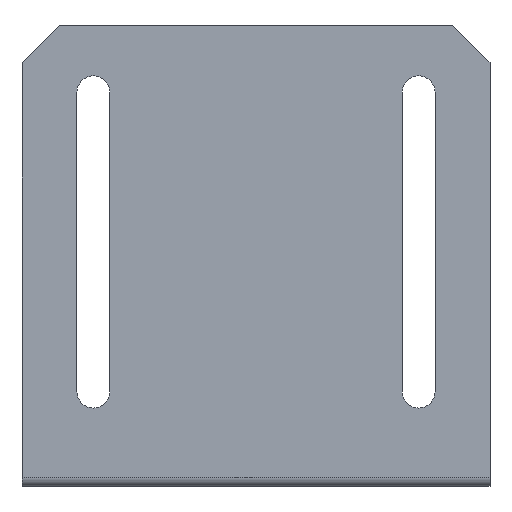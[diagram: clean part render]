
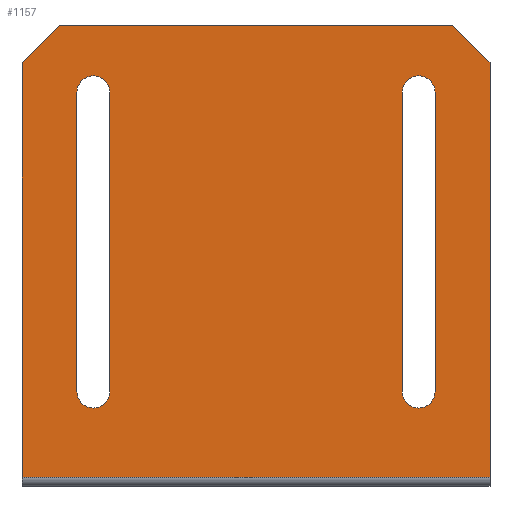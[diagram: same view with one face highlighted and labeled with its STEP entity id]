
A CAD part, front view. The second image highlights one B-rep face of the part: STEP entity #1157.
In plain terms, the highlighted planar face has unit normal (0, -1, 0).
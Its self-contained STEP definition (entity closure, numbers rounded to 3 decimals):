
#2 = ORIENTED_EDGE ( 'NONE', *, *, #134, .T. ) ;
#9 = VERTEX_POINT ( 'NONE', #655 ) ;
#17 = FACE_OUTER_BOUND ( 'NONE', #787, .T. ) ;
#31 = VECTOR ( 'NONE', #315, 1000. ) ;
#37 = CIRCLE ( 'NONE', #178, 3.5 ) ;
#41 = EDGE_CURVE ( 'NONE', #338, #1052, #180, .T. ) ;
#45 = CARTESIAN_POINT ( 'NONE',  ( 50., -6.042, 90.5 ) ) ;
#54 = CARTESIAN_POINT ( 'NONE',  ( -31.25, -6.042, 20.25 ) ) ;
#63 = DIRECTION ( 'NONE',  ( 0., 0., -1. ) ) ;
#77 = LINE ( 'NONE', #518, #31 ) ;
#82 = EDGE_CURVE ( 'NONE', #121, #849, #1354, .T. ) ;
#91 = CARTESIAN_POINT ( 'NONE',  ( -31.25, -6.042, 84.25 ) ) ;
#98 = LINE ( 'NONE', #223, #595 ) ;
#107 = VERTEX_POINT ( 'NONE', #1383 ) ;
#121 = VERTEX_POINT ( 'NONE', #126 ) ;
#126 = CARTESIAN_POINT ( 'NONE',  ( -31.25, -6.042, 84.25 ) ) ;
#134 = EDGE_CURVE ( 'NONE', #795, #1372, #1001, .T. ) ;
#143 = EDGE_CURVE ( 'NONE', #1493, #1409, #320, .T. ) ;
#152 = DIRECTION ( 'NONE',  ( 0., 0., 1. ) ) ;
#169 = EDGE_CURVE ( 'NONE', #338, #107, #98, .T. ) ;
#178 = AXIS2_PLACEMENT_3D ( 'NONE', #1218, #643, #63 ) ;
#180 = LINE ( 'NONE', #986, #1242 ) ;
#190 = CARTESIAN_POINT ( 'NONE',  ( -34.75, -6.042, 20.25 ) ) ;
#194 = DIRECTION ( 'NONE',  ( 0., 1., 0. ) ) ;
#217 = CIRCLE ( 'NONE', #607, 3.5 ) ;
#223 = CARTESIAN_POINT ( 'NONE',  ( 42., -6.042, 98.5 ) ) ;
#230 = VERTEX_POINT ( 'NONE', #609 ) ;
#232 = DIRECTION ( 'NONE',  ( 0., 0., -1. ) ) ;
#243 = DIRECTION ( 'NONE',  ( 0., 0., -1. ) ) ;
#244 = VECTOR ( 'NONE', #152, 1000. ) ;
#251 = CARTESIAN_POINT ( 'NONE',  ( -50., -6.042, 98.5 ) ) ;
#315 = DIRECTION ( 'NONE',  ( 0., 0., 1. ) ) ;
#320 = CIRCLE ( 'NONE', #1418, 3.5 ) ;
#322 = DIRECTION ( 'NONE',  ( 0., 0., 1. ) ) ;
#324 = VERTEX_POINT ( 'NONE', #815 ) ;
#335 = DIRECTION ( 'NONE',  ( 0., 1., 0. ) ) ;
#338 = VERTEX_POINT ( 'NONE', #45 ) ;
#343 = LINE ( 'NONE', #478, #640 ) ;
#361 = CIRCLE ( 'NONE', #1006, 3.5 ) ;
#372 = CARTESIAN_POINT ( 'NONE',  ( 31.25, -6.042, 84.25 ) ) ;
#387 = CARTESIAN_POINT ( 'NONE',  ( 34.75, -6.042, 84.25 ) ) ;
#398 = DIRECTION ( 'NONE',  ( 0., 0., 1. ) ) ;
#410 = DIRECTION ( 'NONE',  ( 0., 0., -1. ) ) ;
#421 = ORIENTED_EDGE ( 'NONE', *, *, #1385, .T. ) ;
#438 = EDGE_LOOP ( 'NONE', ( #421, #802, #840, #458, #881 ) ) ;
#448 = VECTOR ( 'NONE', #1177, 1000. ) ;
#458 = ORIENTED_EDGE ( 'NONE', *, *, #82, .T. ) ;
#478 = CARTESIAN_POINT ( 'NONE',  ( 50., -6.042, 2. ) ) ;
#490 = LINE ( 'NONE', #1189, #244 ) ;
#496 = CARTESIAN_POINT ( 'NONE',  ( 38.25, -6.042, 84.25 ) ) ;
#500 = LINE ( 'NONE', #1199, #1081 ) ;
#518 = CARTESIAN_POINT ( 'NONE',  ( -38.25, -6.042, 84.25 ) ) ;
#524 = VERTEX_POINT ( 'NONE', #1022 ) ;
#560 = EDGE_CURVE ( 'NONE', #1409, #121, #1355, .T. ) ;
#569 = DIRECTION ( 'NONE',  ( 0., 1., 0. ) ) ;
#584 = ORIENTED_EDGE ( 'NONE', *, *, #886, .T. ) ;
#595 = VECTOR ( 'NONE', #1017, 1000. ) ;
#607 = AXIS2_PLACEMENT_3D ( 'NONE', #1446, #641, #410 ) ;
#609 = CARTESIAN_POINT ( 'NONE',  ( 34.75, -6.042, 87.75 ) ) ;
#623 = DIRECTION ( 'NONE',  ( -0.707, 0., -0.707 ) ) ;
#632 = AXIS2_PLACEMENT_3D ( 'NONE', #1485, #335, #322 ) ;
#640 = VECTOR ( 'NONE', #935, 1000. ) ;
#641 = DIRECTION ( 'NONE',  ( 0., 1., 0. ) ) ;
#643 = DIRECTION ( 'NONE',  ( 0., 1., 0. ) ) ;
#655 = CARTESIAN_POINT ( 'NONE',  ( -42., -6.042, 98.5 ) ) ;
#662 = DIRECTION ( 'NONE',  ( 0., 0., -1. ) ) ;
#663 = EDGE_CURVE ( 'NONE', #1380, #524, #958, .T. ) ;
#669 = CARTESIAN_POINT ( 'NONE',  ( -34.75, -6.042, 84.25 ) ) ;
#701 = AXIS2_PLACEMENT_3D ( 'NONE', #1228, #194, #1368 ) ;
#718 = EDGE_LOOP ( 'NONE', ( #910, #1031, #898, #1232, #937 ) ) ;
#740 = ORIENTED_EDGE ( 'NONE', *, *, #41, .F. ) ;
#749 = EDGE_CURVE ( 'NONE', #9, #107, #1289, .T. ) ;
#765 = CARTESIAN_POINT ( 'NONE',  ( 38.25, -6.042, 84.25 ) ) ;
#787 = EDGE_LOOP ( 'NONE', ( #2, #1458, #740, #1169, #1044, #584 ) ) ;
#795 = VERTEX_POINT ( 'NONE', #1211 ) ;
#802 = ORIENTED_EDGE ( 'NONE', *, *, #143, .T. ) ;
#815 = CARTESIAN_POINT ( 'NONE',  ( -38.25, -6.042, 20.25 ) ) ;
#840 = ORIENTED_EDGE ( 'NONE', *, *, #560, .T. ) ;
#849 = VERTEX_POINT ( 'NONE', #54 ) ;
#877 = EDGE_CURVE ( 'NONE', #524, #959, #37, .T. ) ;
#881 = ORIENTED_EDGE ( 'NONE', *, *, #1396, .T. ) ;
#885 = CARTESIAN_POINT ( 'NONE',  ( -38.25, -6.042, 84.25 ) ) ;
#886 = EDGE_CURVE ( 'NONE', #9, #795, #500, .T. ) ;
#898 = ORIENTED_EDGE ( 'NONE', *, *, #961, .T. ) ;
#910 = ORIENTED_EDGE ( 'NONE', *, *, #1314, .T. ) ;
#928 = PLANE ( 'NONE',  #632 ) ;
#935 = DIRECTION ( 'NONE',  ( 1., 0., 0. ) ) ;
#937 = ORIENTED_EDGE ( 'NONE', *, *, #877, .T. ) ;
#944 = FACE_BOUND ( 'NONE', #718, .T. ) ;
#955 = VECTOR ( 'NONE', #232, 1000. ) ;
#958 = LINE ( 'NONE', #496, #1060 ) ;
#959 = VERTEX_POINT ( 'NONE', #1219 ) ;
#961 = EDGE_CURVE ( 'NONE', #230, #1380, #982, .T. ) ;
#974 = CARTESIAN_POINT ( 'NONE',  ( -34.75, -6.042, 87.75 ) ) ;
#982 = CIRCLE ( 'NONE', #1495, 3.5 ) ;
#986 = CARTESIAN_POINT ( 'NONE',  ( 50., -6.042, 6. ) ) ;
#1001 = LINE ( 'NONE', #1249, #1215 ) ;
#1006 = AXIS2_PLACEMENT_3D ( 'NONE', #190, #1241, #398 ) ;
#1013 = CARTESIAN_POINT ( 'NONE',  ( 50., -6.042, 2. ) ) ;
#1017 = DIRECTION ( 'NONE',  ( -0.707, 0., 0.707 ) ) ;
#1022 = CARTESIAN_POINT ( 'NONE',  ( 38.25, -6.042, 20.25 ) ) ;
#1031 = ORIENTED_EDGE ( 'NONE', *, *, #1435, .T. ) ;
#1039 = DIRECTION ( 'NONE',  ( 0., 0., 1. ) ) ;
#1044 = ORIENTED_EDGE ( 'NONE', *, *, #749, .F. ) ;
#1052 = VERTEX_POINT ( 'NONE', #1013 ) ;
#1060 = VECTOR ( 'NONE', #243, 1000. ) ;
#1081 = VECTOR ( 'NONE', #623, 1000. ) ;
#1113 = DIRECTION ( 'NONE',  ( 0., 0., -1. ) ) ;
#1119 = CARTESIAN_POINT ( 'NONE',  ( -50., -6.042, 2. ) ) ;
#1157 = ADVANCED_FACE ( 'NONE', ( #944, #1494, #17 ), #928, .F. ) ;
#1169 = ORIENTED_EDGE ( 'NONE', *, *, #169, .T. ) ;
#1177 = DIRECTION ( 'NONE',  ( 1., 0., 0. ) ) ;
#1189 = CARTESIAN_POINT ( 'NONE',  ( 31.25, -6.042, 84.25 ) ) ;
#1199 = CARTESIAN_POINT ( 'NONE',  ( -42., -6.042, 98.5 ) ) ;
#1208 = EDGE_CURVE ( 'NONE', #1372, #1052, #343, .T. ) ;
#1211 = CARTESIAN_POINT ( 'NONE',  ( -50., -6.042, 90.5 ) ) ;
#1215 = VECTOR ( 'NONE', #662, 1000. ) ;
#1218 = CARTESIAN_POINT ( 'NONE',  ( 34.75, -6.042, 20.25 ) ) ;
#1219 = CARTESIAN_POINT ( 'NONE',  ( 31.25, -6.042, 20.25 ) ) ;
#1228 = CARTESIAN_POINT ( 'NONE',  ( -34.75, -6.042, 84.25 ) ) ;
#1232 = ORIENTED_EDGE ( 'NONE', *, *, #663, .T. ) ;
#1241 = DIRECTION ( 'NONE',  ( 0., 1., 0. ) ) ;
#1242 = VECTOR ( 'NONE', #1451, 1000. ) ;
#1249 = CARTESIAN_POINT ( 'NONE',  ( -50., -6.042, 6. ) ) ;
#1269 = VERTEX_POINT ( 'NONE', #372 ) ;
#1289 = LINE ( 'NONE', #251, #448 ) ;
#1314 = EDGE_CURVE ( 'NONE', #959, #1269, #490, .T. ) ;
#1350 = DIRECTION ( 'NONE',  ( 0., 1., 0. ) ) ;
#1354 = LINE ( 'NONE', #91, #955 ) ;
#1355 = CIRCLE ( 'NONE', #701, 3.5 ) ;
#1368 = DIRECTION ( 'NONE',  ( 0., 0., 1. ) ) ;
#1372 = VERTEX_POINT ( 'NONE', #1119 ) ;
#1380 = VERTEX_POINT ( 'NONE', #765 ) ;
#1383 = CARTESIAN_POINT ( 'NONE',  ( 42., -6.042, 98.5 ) ) ;
#1385 = EDGE_CURVE ( 'NONE', #324, #1493, #77, .T. ) ;
#1396 = EDGE_CURVE ( 'NONE', #849, #324, #361, .T. ) ;
#1409 = VERTEX_POINT ( 'NONE', #974 ) ;
#1418 = AXIS2_PLACEMENT_3D ( 'NONE', #669, #569, #1039 ) ;
#1435 = EDGE_CURVE ( 'NONE', #1269, #230, #217, .T. ) ;
#1446 = CARTESIAN_POINT ( 'NONE',  ( 34.75, -6.042, 84.25 ) ) ;
#1451 = DIRECTION ( 'NONE',  ( 0., 0., -1. ) ) ;
#1458 = ORIENTED_EDGE ( 'NONE', *, *, #1208, .T. ) ;
#1485 = CARTESIAN_POINT ( 'NONE',  ( -50., -6.042, 6. ) ) ;
#1493 = VERTEX_POINT ( 'NONE', #885 ) ;
#1494 = FACE_BOUND ( 'NONE', #438, .T. ) ;
#1495 = AXIS2_PLACEMENT_3D ( 'NONE', #387, #1350, #1113 ) ;
